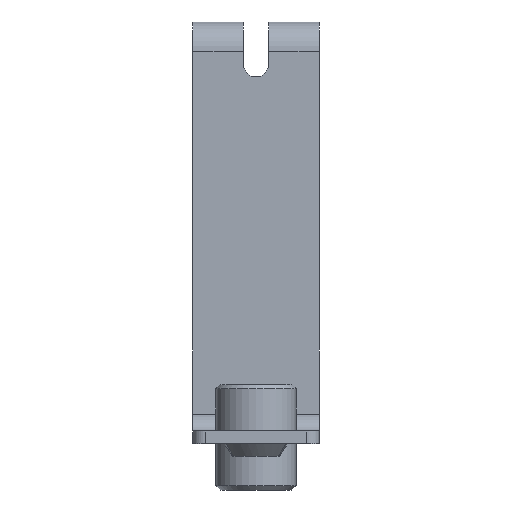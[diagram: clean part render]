
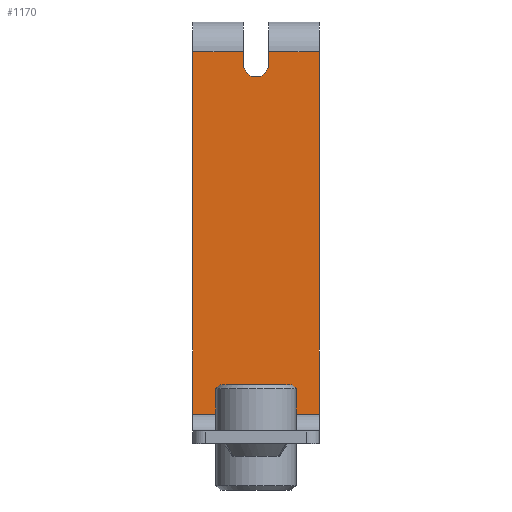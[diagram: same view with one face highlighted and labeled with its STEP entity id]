
A CAD part, front view. The second image highlights one B-rep face of the part: STEP entity #1170.
In plain terms, the highlighted planar face has unit normal (0, -1, 0).
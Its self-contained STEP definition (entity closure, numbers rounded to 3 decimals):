
#36=LINE('',#2012,#132);
#45=LINE('',#2032,#141);
#52=LINE('',#2052,#148);
#54=LINE('',#2057,#150);
#55=LINE('',#2059,#151);
#56=LINE('',#2060,#152);
#57=LINE('',#2062,#153);
#132=VECTOR('',#1450,12.);
#141=VECTOR('',#1467,3.);
#148=VECTOR('',#1488,12.);
#150=VECTOR('',#1494,85.993);
#151=VECTOR('',#1495,30.);
#152=VECTOR('',#1496,85.993);
#153=VECTOR('',#1497,3.);
#263=PLANE('',#1275);
#361=FACE_OUTER_BOUND('',#448,.T.);
#448=EDGE_LOOP('',(#928,#929,#930,#931,#932,#933,#934,#935));
#521=CIRCLE('',#1276,3.);
#577=VERTEX_POINT('',#1994);
#580=VERTEX_POINT('',#2002);
#590=VERTEX_POINT('',#2031);
#592=VERTEX_POINT('',#2036);
#594=VERTEX_POINT('',#2043);
#597=VERTEX_POINT('',#2056);
#598=VERTEX_POINT('',#2058);
#599=VERTEX_POINT('',#2061);
#693=EDGE_CURVE('',#580,#577,#36,.T.);
#703=EDGE_CURVE('',#580,#590,#45,.T.);
#714=EDGE_CURVE('',#594,#592,#52,.T.);
#716=EDGE_CURVE('',#597,#577,#54,.T.);
#717=EDGE_CURVE('',#597,#598,#55,.T.);
#718=EDGE_CURVE('',#594,#598,#56,.T.);
#719=EDGE_CURVE('',#599,#592,#57,.T.);
#720=EDGE_CURVE('',#590,#599,#521,.T.);
#928=ORIENTED_EDGE('',*,*,#693,.T.);
#929=ORIENTED_EDGE('',*,*,#716,.F.);
#930=ORIENTED_EDGE('',*,*,#717,.T.);
#931=ORIENTED_EDGE('',*,*,#718,.F.);
#932=ORIENTED_EDGE('',*,*,#714,.T.);
#933=ORIENTED_EDGE('',*,*,#719,.F.);
#934=ORIENTED_EDGE('',*,*,#720,.F.);
#935=ORIENTED_EDGE('',*,*,#703,.F.);
#1170=ADVANCED_FACE('',(#361),#263,.T.);
#1275=AXIS2_PLACEMENT_3D('',#2055,#1492,#1493);
#1276=AXIS2_PLACEMENT_3D('',#2063,#1498,#1499);
#1450=DIRECTION('',(-1.,0.,0.));
#1467=DIRECTION('',(0.,0.,-1.));
#1488=DIRECTION('',(-1.,0.,0.));
#1492=DIRECTION('center_axis',(0.,-1.,0.));
#1493=DIRECTION('ref_axis',(1.,0.,0.));
#1494=DIRECTION('',(0.,0.,1.));
#1495=DIRECTION('',(1.,0.,0.));
#1496=DIRECTION('',(0.,0.,-1.));
#1497=DIRECTION('',(0.,0.,1.));
#1498=DIRECTION('center_axis',(0.,-1.,0.));
#1499=DIRECTION('ref_axis',(1.,0.,0.));
#1994=CARTESIAN_POINT('',(-15.,67.,92.993));
#2002=CARTESIAN_POINT('',(-3.,67.,92.993));
#2012=CARTESIAN_POINT('',(-1.5,67.,92.993));
#2031=CARTESIAN_POINT('',(-3.,67.,89.993));
#2032=CARTESIAN_POINT('',(-3.,67.,89.993));
#2036=CARTESIAN_POINT('',(3.,67.,92.993));
#2043=CARTESIAN_POINT('',(15.,67.,92.993));
#2052=CARTESIAN_POINT('',(7.5,67.,92.993));
#2055=CARTESIAN_POINT('Origin',(0.,67.,57.101));
#2056=CARTESIAN_POINT('',(-15.,67.,7.));
#2057=CARTESIAN_POINT('',(-15.,67.,146.643));
#2058=CARTESIAN_POINT('',(15.,67.,7.));
#2059=CARTESIAN_POINT('',(7.5,67.,7.));
#2060=CARTESIAN_POINT('',(15.,67.,-61.357));
#2061=CARTESIAN_POINT('',(3.,67.,89.993));
#2062=CARTESIAN_POINT('',(3.,67.,146.643));
#2063=CARTESIAN_POINT('Origin',(0.,67.,89.993));
